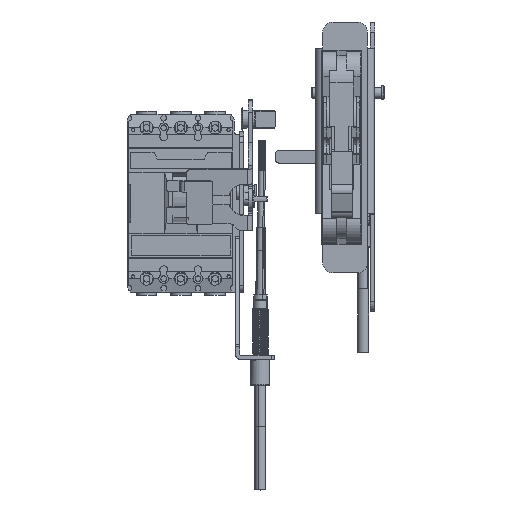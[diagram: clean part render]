
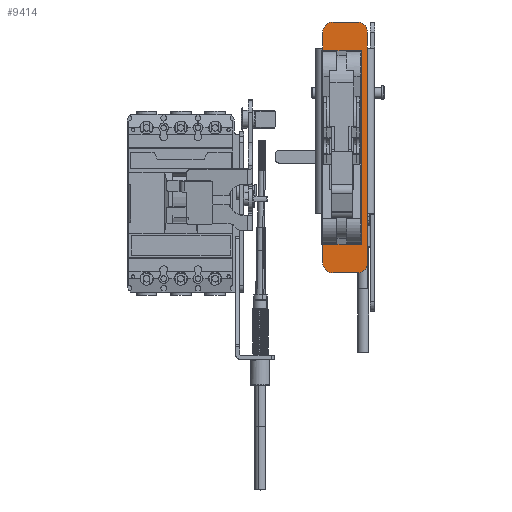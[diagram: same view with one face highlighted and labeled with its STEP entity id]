
A CAD part, top view. The second image highlights one B-rep face of the part: STEP entity #9414.
In plain terms, the highlighted face is planar.
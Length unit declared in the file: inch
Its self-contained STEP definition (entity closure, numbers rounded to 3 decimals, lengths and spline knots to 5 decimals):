
#401 = CIRCLE ( 'NONE', #68764, 0.29528 ) ;
#662 = DIRECTION ( 'NONE',  ( 0., 0., -1. ) ) ;
#1026 = CARTESIAN_POINT ( 'NONE',  ( -0.54331, -0.10236, -8.75984 ) ) ;
#2104 = DIRECTION ( 'NONE',  ( 0., 0., 1. ) ) ;
#2289 = ORIENTED_EDGE ( 'NONE', *, *, #40422, .T. ) ;
#4288 = DIRECTION ( 'NONE',  ( 0., -1., 0. ) ) ;
#6498 = VERTEX_POINT ( 'NONE', #76443 ) ;
#8329 = DIRECTION ( 'NONE',  ( 0., 0., -1. ) ) ;
#8623 = VERTEX_POINT ( 'NONE', #41750 ) ;
#8963 = VECTOR ( 'NONE', #49833, 39.37008 ) ;
#9414 = ADVANCED_FACE ( 'NONE', ( #55507 ), #80848, .F. ) ;
#9546 = EDGE_CURVE ( 'NONE', #37648, #51351, #77345, .T. ) ;
#10942 = CARTESIAN_POINT ( 'NONE',  ( -0.54331, -0.10236, -1.20079 ) ) ;
#11263 = AXIS2_PLACEMENT_3D ( 'NONE', #21019, #14467, #8329 ) ;
#12384 = DIRECTION ( 'NONE',  ( 0., 0., 1. ) ) ;
#13820 = VERTEX_POINT ( 'NONE', #37452 ) ;
#14467 = DIRECTION ( 'NONE',  ( 0., -1., 0. ) ) ;
#14814 = CARTESIAN_POINT ( 'NONE',  ( 0.74016, -0.10236, -9.53386 ) ) ;
#15165 = LINE ( 'NONE', #83302, #57690 ) ;
#16061 = ORIENTED_EDGE ( 'NONE', *, *, #30921, .T. ) ;
#16384 = VERTEX_POINT ( 'NONE', #21840 ) ;
#16546 = DIRECTION ( 'NONE',  ( 0., 0., 1. ) ) ;
#19106 = VECTOR ( 'NONE', #86286, 39.37008 ) ;
#19190 = VERTEX_POINT ( 'NONE', #1026 ) ;
#19217 = LINE ( 'NONE', #59832, #25206 ) ;
#19301 = VERTEX_POINT ( 'NONE', #42111 ) ;
#19364 = CARTESIAN_POINT ( 'NONE',  ( -0.54331, -0.10236, -2.59843 ) ) ;
#19365 = CARTESIAN_POINT ( 'NONE',  ( -0.54331, -0.10236, -8.74016 ) ) ;
#21019 = CARTESIAN_POINT ( 'NONE',  ( 0., -0.10236, -6.67323 ) ) ;
#21213 = ORIENTED_EDGE ( 'NONE', *, *, #36416, .T. ) ;
#21840 = CARTESIAN_POINT ( 'NONE',  ( 0.44488, -0.10236, -9.50787 ) ) ;
#22218 = DIRECTION ( 'NONE',  ( 0., -1., 0. ) ) ;
#23625 = LINE ( 'NONE', #37589, #8963 ) ;
#25206 = VECTOR ( 'NONE', #85598, 39.37008 ) ;
#25600 = EDGE_CURVE ( 'NONE', #13820, #6498, #71262, .T. ) ;
#26177 = VERTEX_POINT ( 'NONE', #61677 ) ;
#26369 = CIRCLE ( 'NONE', #64045, 0.29528 ) ;
#29143 = CARTESIAN_POINT ( 'NONE',  ( -0.24803, -0.10236, -2.30315 ) ) ;
#29774 = LINE ( 'NONE', #56426, #67028 ) ;
#30093 = CARTESIAN_POINT ( 'NONE',  ( 0.44488, -0.10236, -2.59843 ) ) ;
#30921 = EDGE_CURVE ( 'NONE', #26177, #55605, #51827, .T. ) ;
#32152 = VERTEX_POINT ( 'NONE', #29143 ) ;
#32216 = ORIENTED_EDGE ( 'NONE', *, *, #25600, .F. ) ;
#32753 = VERTEX_POINT ( 'NONE', #73007 ) ;
#34485 = LINE ( 'NONE', #14814, #82145 ) ;
#36416 = EDGE_CURVE ( 'NONE', #8623, #19190, #60415, .T. ) ;
#37452 = CARTESIAN_POINT ( 'NONE',  ( 0.74016, -0.10236, -2.59843 ) ) ;
#37589 = CARTESIAN_POINT ( 'NONE',  ( -0.54331, -0.10236, -6.67323 ) ) ;
#37590 = DIRECTION ( 'NONE',  ( 0., 0., 1. ) ) ;
#37648 = VERTEX_POINT ( 'NONE', #57524 ) ;
#38394 = CIRCLE ( 'NONE', #50932, 0.29528 ) ;
#38980 = EDGE_CURVE ( 'NONE', #16384, #55605, #26369, .T. ) ;
#40422 = EDGE_CURVE ( 'NONE', #16384, #32753, #29774, .T. ) ;
#41750 = CARTESIAN_POINT ( 'NONE',  ( -0.54331, -0.10236, -9.2126 ) ) ;
#42111 = CARTESIAN_POINT ( 'NONE',  ( 0.74016, -0.10236, -3.99606 ) ) ;
#42346 = EDGE_CURVE ( 'NONE', #8623, #32753, #401, .T. ) ;
#45078 = ORIENTED_EDGE ( 'NONE', *, *, #42346, .F. ) ;
#49074 = EDGE_CURVE ( 'NONE', #26177, #19301, #34485, .T. ) ;
#49833 = DIRECTION ( 'NONE',  ( 0., 0., -1. ) ) ;
#50932 = AXIS2_PLACEMENT_3D ( 'NONE', #56610, #64474, #77562 ) ;
#51351 = VERTEX_POINT ( 'NONE', #19364 ) ;
#51827 = LINE ( 'NONE', #78469, #19106 ) ;
#55507 = FACE_OUTER_BOUND ( 'NONE', #82904, .T. ) ;
#55605 = VERTEX_POINT ( 'NONE', #75387 ) ;
#55793 = DIRECTION ( 'NONE',  ( 0., 0., -1. ) ) ;
#56220 = ORIENTED_EDGE ( 'NONE', *, *, #38980, .F. ) ;
#56426 = CARTESIAN_POINT ( 'NONE',  ( -0.74803, -0.10236, -9.50787 ) ) ;
#56610 = CARTESIAN_POINT ( 'NONE',  ( -0.24803, -0.10236, -2.59843 ) ) ;
#56864 = EDGE_CURVE ( 'NONE', #37648, #19190, #23625, .T. ) ;
#57524 = CARTESIAN_POINT ( 'NONE',  ( -0.54331, -0.10236, -3.99606 ) ) ;
#57690 = VECTOR ( 'NONE', #55793, 39.37008 ) ;
#58667 = VECTOR ( 'NONE', #37590, 39.37008 ) ;
#59832 = CARTESIAN_POINT ( 'NONE',  ( -0.74803, -0.10236, -2.30315 ) ) ;
#60415 = LINE ( 'NONE', #19365, #65220 ) ;
#60770 = ORIENTED_EDGE ( 'NONE', *, *, #9546, .T. ) ;
#61677 = CARTESIAN_POINT ( 'NONE',  ( 0.74016, -0.10236, -8.75984 ) ) ;
#62929 = AXIS2_PLACEMENT_3D ( 'NONE', #30093, #4288, #16546 ) ;
#64045 = AXIS2_PLACEMENT_3D ( 'NONE', #79335, #81027, #662 ) ;
#64474 = DIRECTION ( 'NONE',  ( 0., -1., 0. ) ) ;
#65220 = VECTOR ( 'NONE', #12384, 39.37008 ) ;
#65538 = EDGE_CURVE ( 'NONE', #32152, #6498, #19217, .T. ) ;
#67028 = VECTOR ( 'NONE', #75637, 39.37008 ) ;
#68099 = CARTESIAN_POINT ( 'NONE',  ( -0.24803, -0.10236, -9.2126 ) ) ;
#68294 = ORIENTED_EDGE ( 'NONE', *, *, #49074, .F. ) ;
#68764 = AXIS2_PLACEMENT_3D ( 'NONE', #68099, #22218, #2104 ) ;
#70527 = ORIENTED_EDGE ( 'NONE', *, *, #56864, .F. ) ;
#71262 = CIRCLE ( 'NONE', #62929, 0.29528 ) ;
#71403 = ORIENTED_EDGE ( 'NONE', *, *, #65538, .T. ) ;
#71558 = EDGE_CURVE ( 'NONE', #13820, #19301, #15165, .T. ) ;
#71598 = ORIENTED_EDGE ( 'NONE', *, *, #71558, .T. ) ;
#73007 = CARTESIAN_POINT ( 'NONE',  ( -0.24803, -0.10236, -9.50787 ) ) ;
#74231 = DIRECTION ( 'NONE',  ( 0., 0., 1. ) ) ;
#75387 = CARTESIAN_POINT ( 'NONE',  ( 0.74016, -0.10236, -9.2126 ) ) ;
#75601 = ORIENTED_EDGE ( 'NONE', *, *, #84758, .F. ) ;
#75637 = DIRECTION ( 'NONE',  ( -1., 0., 0. ) ) ;
#76443 = CARTESIAN_POINT ( 'NONE',  ( 0.44488, -0.10236, -2.30315 ) ) ;
#77345 = LINE ( 'NONE', #10942, #58667 ) ;
#77562 = DIRECTION ( 'NONE',  ( 0., 0., -1. ) ) ;
#78469 = CARTESIAN_POINT ( 'NONE',  ( 0.74016, -0.10236, -9.50787 ) ) ;
#79335 = CARTESIAN_POINT ( 'NONE',  ( 0.44488, -0.10236, -9.2126 ) ) ;
#80848 = PLANE ( 'NONE',  #11263 ) ;
#81027 = DIRECTION ( 'NONE',  ( 0., -1., 0. ) ) ;
#82145 = VECTOR ( 'NONE', #74231, 39.37008 ) ;
#82904 = EDGE_LOOP ( 'NONE', ( #56220, #2289, #45078, #21213, #70527, #60770, #75601, #71403, #32216, #71598, #68294, #16061 ) ) ;
#83302 = CARTESIAN_POINT ( 'NONE',  ( 0.74016, -0.10236, -4.01575 ) ) ;
#84758 = EDGE_CURVE ( 'NONE', #32152, #51351, #38394, .T. ) ;
#85598 = DIRECTION ( 'NONE',  ( 1., 0., 0. ) ) ;
#86286 = DIRECTION ( 'NONE',  ( 0., 0., -1. ) ) ;
